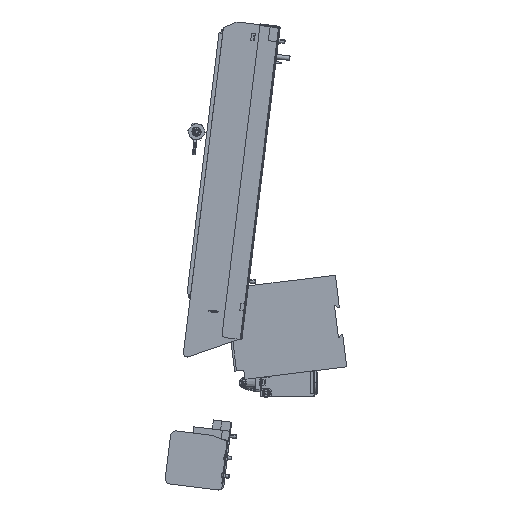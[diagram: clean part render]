
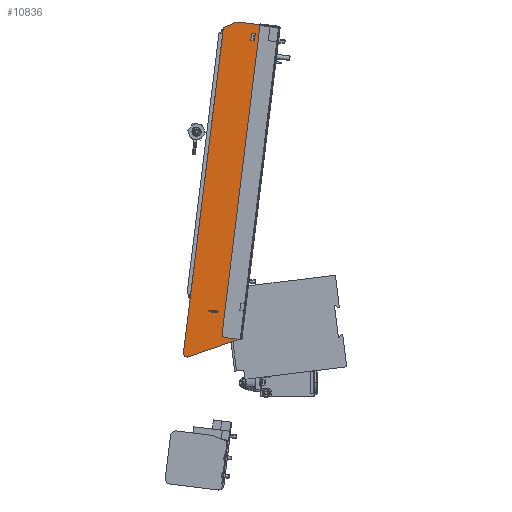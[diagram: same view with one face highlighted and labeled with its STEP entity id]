
A CAD part, left-side view. The second image highlights one B-rep face of the part: STEP entity #10836.
In plain terms, the highlighted planar face has unit normal (-1, 0, 0).
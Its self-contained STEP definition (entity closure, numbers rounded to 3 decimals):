
#239 = LINE ( 'NONE', #6255, #32823 ) ;
#904 = ORIENTED_EDGE ( 'NONE', *, *, #23826, .F. ) ;
#1065 = CARTESIAN_POINT ( 'NONE',  ( -305.6, 60., 20. ) ) ;
#1485 = DIRECTION ( 'NONE',  ( 1., 0., 0. ) ) ;
#1659 = LINE ( 'NONE', #10749, #24187 ) ;
#2055 = VECTOR ( 'NONE', #32137, 1000. ) ;
#2865 = EDGE_CURVE ( 'NONE', #37781, #14475, #32976, .T. ) ;
#3196 = DIRECTION ( 'NONE',  ( 0., 1., 0. ) ) ;
#3625 = VECTOR ( 'NONE', #21762, 1000. ) ;
#4441 = CARTESIAN_POINT ( 'NONE',  ( -305.6, 46.144, 20. ) ) ;
#4768 = LINE ( 'NONE', #17058, #27356 ) ;
#5365 = LINE ( 'NONE', #8392, #21520 ) ;
#5638 = DIRECTION ( 'NONE',  ( 0., -1., 0. ) ) ;
#6255 = CARTESIAN_POINT ( 'NONE',  ( -305.6, 25., 2. ) ) ;
#6443 = VECTOR ( 'NONE', #36484, 1000. ) ;
#6446 = EDGE_CURVE ( 'NONE', #13915, #9666, #10029, .T. ) ;
#7340 = EDGE_CURVE ( 'NONE', #14475, #9131, #20965, .T. ) ;
#7641 = CARTESIAN_POINT ( 'NONE',  ( -305.6, 60., 12. ) ) ;
#7708 = DIRECTION ( 'NONE',  ( 0., 0., 1. ) ) ;
#8091 = DIRECTION ( 'NONE',  ( 0., 0., -1. ) ) ;
#8392 = CARTESIAN_POINT ( 'NONE',  ( -305.6, 10., 4. ) ) ;
#8752 = ORIENTED_EDGE ( 'NONE', *, *, #7340, .T. ) ;
#9131 = VERTEX_POINT ( 'NONE', #30148 ) ;
#9190 = DIRECTION ( 'NONE',  ( -1., 0., 0. ) ) ;
#9265 = VECTOR ( 'NONE', #17734, 1000. ) ;
#9398 = EDGE_CURVE ( 'NONE', #9131, #32224, #26240, .T. ) ;
#9561 = VERTEX_POINT ( 'NONE', #33650 ) ;
#9649 = EDGE_CURVE ( 'NONE', #18360, #24616, #37089, .T. ) ;
#9666 = VERTEX_POINT ( 'NONE', #34456 ) ;
#9694 = DIRECTION ( 'NONE',  ( 0., 0., 1. ) ) ;
#10029 = LINE ( 'NONE', #12850, #2055 ) ;
#10484 = CARTESIAN_POINT ( 'NONE',  ( -305.6, 29., 2. ) ) ;
#10749 = CARTESIAN_POINT ( 'NONE',  ( -305.6, 29., 2. ) ) ;
#10836 = ADVANCED_FACE ( 'NONE', ( #15640, #37182 ), #24914, .F. ) ;
#10875 = CARTESIAN_POINT ( 'NONE',  ( -305.6, 0., -282. ) ) ;
#11450 = EDGE_LOOP ( 'NONE', ( #23575, #23289, #21330, #37330, #8752, #24079, #12700, #34012, #904, #33705, #15367, #34602 ) ) ;
#11804 = ORIENTED_EDGE ( 'NONE', *, *, #9649, .F. ) ;
#12700 = ORIENTED_EDGE ( 'NONE', *, *, #16172, .T. ) ;
#12850 = CARTESIAN_POINT ( 'NONE',  ( -305.6, 25., 2. ) ) ;
#13154 = LINE ( 'NONE', #1065, #25207 ) ;
#13915 = VERTEX_POINT ( 'NONE', #10484 ) ;
#14120 = CIRCLE ( 'NONE', #35412, 4. ) ;
#14475 = VERTEX_POINT ( 'NONE', #17442 ) ;
#14920 = CARTESIAN_POINT ( 'NONE',  ( -305.6, 0., -282. ) ) ;
#15117 = VERTEX_POINT ( 'NONE', #7641 ) ;
#15367 = ORIENTED_EDGE ( 'NONE', *, *, #26184, .F. ) ;
#15499 = CARTESIAN_POINT ( 'NONE',  ( -305.6, 25., 10. ) ) ;
#15640 = FACE_BOUND ( 'NONE', #37016, .T. ) ;
#15726 = LINE ( 'NONE', #31606, #3625 ) ;
#16172 = EDGE_CURVE ( 'NONE', #32224, #21121, #27208, .T. ) ;
#16998 = CARTESIAN_POINT ( 'NONE',  ( -305.6, 0., 4. ) ) ;
#17031 = CARTESIAN_POINT ( 'NONE',  ( -305.6, 60., -342.863 ) ) ;
#17058 = CARTESIAN_POINT ( 'NONE',  ( -305.6, 60., -349.264 ) ) ;
#17442 = CARTESIAN_POINT ( 'NONE',  ( -305.6, 0., -290. ) ) ;
#17552 = DIRECTION ( 'NONE',  ( 0., 0., -1. ) ) ;
#17734 = DIRECTION ( 'NONE',  ( 0., 0., 1. ) ) ;
#17945 = DIRECTION ( 'NONE',  ( 0., 1., 0. ) ) ;
#18188 = EDGE_CURVE ( 'NONE', #37038, #15117, #20555, .T. ) ;
#18360 = VERTEX_POINT ( 'NONE', #15499 ) ;
#18749 = LINE ( 'NONE', #30220, #6443 ) ;
#18960 = EDGE_CURVE ( 'NONE', #9561, #37781, #4768, .T. ) ;
#19027 = ORIENTED_EDGE ( 'NONE', *, *, #32763, .F. ) ;
#19754 = VECTOR ( 'NONE', #17945, 1000. ) ;
#20155 = VERTEX_POINT ( 'NONE', #16998 ) ;
#20555 = LINE ( 'NONE', #33229, #9265 ) ;
#20965 = LINE ( 'NONE', #36841, #23343 ) ;
#20999 = CARTESIAN_POINT ( 'NONE',  ( -305.6, 25., 10. ) ) ;
#21121 = VERTEX_POINT ( 'NONE', #10875 ) ;
#21330 = ORIENTED_EDGE ( 'NONE', *, *, #18960, .T. ) ;
#21473 = DIRECTION ( 'NONE',  ( 0., 0., -1. ) ) ;
#21520 = VECTOR ( 'NONE', #30110, 1000. ) ;
#21762 = DIRECTION ( 'NONE',  ( 0., 0.866, -0.5 ) ) ;
#21808 = CARTESIAN_POINT ( 'NONE',  ( -305.6, 5., -282. ) ) ;
#21868 = EDGE_CURVE ( 'NONE', #24616, #13915, #1659, .T. ) ;
#22123 = ORIENTED_EDGE ( 'NONE', *, *, #21868, .F. ) ;
#22177 = EDGE_CURVE ( 'NONE', #36539, #15117, #15726, .T. ) ;
#23289 = ORIENTED_EDGE ( 'NONE', *, *, #31714, .T. ) ;
#23324 = CARTESIAN_POINT ( 'NONE',  ( -305.6, 0., -420. ) ) ;
#23343 = VECTOR ( 'NONE', #3196, 1000. ) ;
#23575 = ORIENTED_EDGE ( 'NONE', *, *, #18188, .F. ) ;
#23704 = AXIS2_PLACEMENT_3D ( 'NONE', #29054, #1485, #38348 ) ;
#23826 = EDGE_CURVE ( 'NONE', #33213, #20155, #5365, .T. ) ;
#24079 = ORIENTED_EDGE ( 'NONE', *, *, #9398, .T. ) ;
#24187 = VECTOR ( 'NONE', #17552, 1000. ) ;
#24616 = VERTEX_POINT ( 'NONE', #25976 ) ;
#24827 = CARTESIAN_POINT ( 'NONE',  ( -305.6, 0., -320. ) ) ;
#24914 = PLANE ( 'NONE',  #23704 ) ;
#25207 = VECTOR ( 'NONE', #28812, 1000. ) ;
#25689 = EDGE_CURVE ( 'NONE', #34764, #33213, #29016, .T. ) ;
#25732 = DIRECTION ( 'NONE',  ( 0., -0.899, 0.438 ) ) ;
#25976 = CARTESIAN_POINT ( 'NONE',  ( -305.6, 29., 10. ) ) ;
#26184 = EDGE_CURVE ( 'NONE', #36539, #34764, #13154, .T. ) ;
#26240 = LINE ( 'NONE', #32670, #39717 ) ;
#26443 = VECTOR ( 'NONE', #5638, 1000. ) ;
#27186 = CARTESIAN_POINT ( 'NONE',  ( -305.6, 10., 20. ) ) ;
#27208 = LINE ( 'NONE', #14920, #26443 ) ;
#27356 = VECTOR ( 'NONE', #25732, 1000. ) ;
#28812 = DIRECTION ( 'NONE',  ( 0., -1., 0. ) ) ;
#29016 = LINE ( 'NONE', #38311, #31596 ) ;
#29054 = CARTESIAN_POINT ( 'NONE',  ( -305.6, 60., -420. ) ) ;
#30110 = DIRECTION ( 'NONE',  ( 0., -1., 0. ) ) ;
#30148 = CARTESIAN_POINT ( 'NONE',  ( -305.6, 5., -290. ) ) ;
#30220 = CARTESIAN_POINT ( 'NONE',  ( -305.6, 0., -420. ) ) ;
#30369 = CARTESIAN_POINT ( 'NONE',  ( -305.6, 10., 4. ) ) ;
#30570 = VECTOR ( 'NONE', #33179, 1000. ) ;
#30713 = EDGE_CURVE ( 'NONE', #21121, #20155, #18749, .T. ) ;
#31596 = VECTOR ( 'NONE', #8091, 1000. ) ;
#31606 = CARTESIAN_POINT ( 'NONE',  ( -305.6, 60., 12. ) ) ;
#31714 = EDGE_CURVE ( 'NONE', #37038, #9561, #14120, .T. ) ;
#32137 = DIRECTION ( 'NONE',  ( 0., -1., 0. ) ) ;
#32224 = VERTEX_POINT ( 'NONE', #21808 ) ;
#32234 = ORIENTED_EDGE ( 'NONE', *, *, #6446, .F. ) ;
#32670 = CARTESIAN_POINT ( 'NONE',  ( -305.6, 5., -282. ) ) ;
#32763 = EDGE_CURVE ( 'NONE', #9666, #18360, #239, .T. ) ;
#32823 = VECTOR ( 'NONE', #9694, 1000. ) ;
#32976 = LINE ( 'NONE', #23324, #30570 ) ;
#33179 = DIRECTION ( 'NONE',  ( 0., 0., 1. ) ) ;
#33213 = VERTEX_POINT ( 'NONE', #30369 ) ;
#33229 = CARTESIAN_POINT ( 'NONE',  ( -305.6, 60., -420. ) ) ;
#33650 = CARTESIAN_POINT ( 'NONE',  ( -305.6, 54.247, -346.458 ) ) ;
#33705 = ORIENTED_EDGE ( 'NONE', *, *, #25689, .F. ) ;
#34012 = ORIENTED_EDGE ( 'NONE', *, *, #30713, .T. ) ;
#34456 = CARTESIAN_POINT ( 'NONE',  ( -305.6, 25., 2. ) ) ;
#34602 = ORIENTED_EDGE ( 'NONE', *, *, #22177, .T. ) ;
#34764 = VERTEX_POINT ( 'NONE', #27186 ) ;
#35412 = AXIS2_PLACEMENT_3D ( 'NONE', #36381, #9190, #21473 ) ;
#36381 = CARTESIAN_POINT ( 'NONE',  ( -305.6, 56., -342.863 ) ) ;
#36484 = DIRECTION ( 'NONE',  ( 0., 0., 1. ) ) ;
#36539 = VERTEX_POINT ( 'NONE', #4441 ) ;
#36841 = CARTESIAN_POINT ( 'NONE',  ( -305.6, 0., -290. ) ) ;
#37016 = EDGE_LOOP ( 'NONE', ( #19027, #32234, #22123, #11804 ) ) ;
#37038 = VERTEX_POINT ( 'NONE', #17031 ) ;
#37089 = LINE ( 'NONE', #20999, #19754 ) ;
#37182 = FACE_OUTER_BOUND ( 'NONE', #11450, .T. ) ;
#37330 = ORIENTED_EDGE ( 'NONE', *, *, #2865, .T. ) ;
#37781 = VERTEX_POINT ( 'NONE', #24827 ) ;
#38311 = CARTESIAN_POINT ( 'NONE',  ( -305.6, 10., 20. ) ) ;
#38348 = DIRECTION ( 'NONE',  ( 0., 0., -1. ) ) ;
#39717 = VECTOR ( 'NONE', #7708, 1000. ) ;
